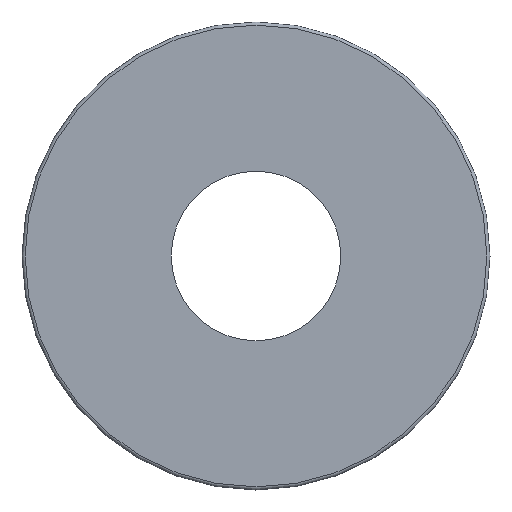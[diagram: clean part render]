
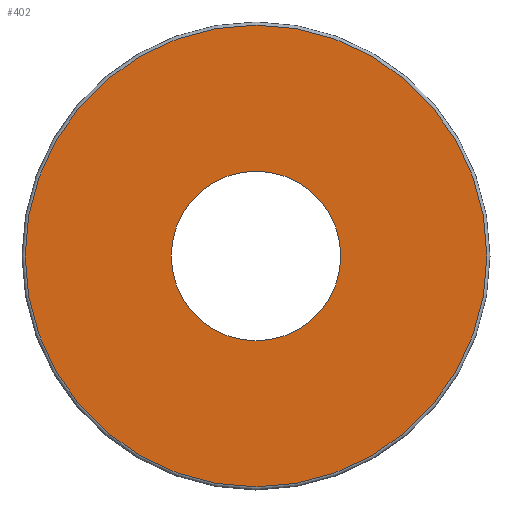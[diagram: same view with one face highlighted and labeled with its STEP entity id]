
A CAD part, front view. The second image highlights one B-rep face of the part: STEP entity #402.
In plain terms, the highlighted planar face has unit normal (0, -1, 0).
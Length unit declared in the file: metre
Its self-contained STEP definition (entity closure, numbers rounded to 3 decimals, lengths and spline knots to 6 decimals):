
#27=FACE_BOUND('',#79,.T.);
#30=PLANE('',#480);
#51=FACE_OUTER_BOUND('',#78,.T.);
#78=EDGE_LOOP('',(#350,#351));
#79=EDGE_LOOP('',(#352));
#123=CIRCLE('',#435,0.027);
#148=CIRCLE('',#477,0.0735);
#149=CIRCLE('',#478,0.0735);
#160=VERTEX_POINT('',#639);
#189=VERTEX_POINT('',#726);
#190=VERTEX_POINT('',#727);
#201=EDGE_CURVE('',#160,#160,#123,.T.);
#242=EDGE_CURVE('',#189,#190,#148,.T.);
#243=EDGE_CURVE('',#190,#189,#149,.T.);
#350=ORIENTED_EDGE('',*,*,#242,.T.);
#351=ORIENTED_EDGE('',*,*,#243,.T.);
#352=ORIENTED_EDGE('',*,*,#201,.T.);
#402=ADVANCED_FACE('',(#51,#27),#30,.T.);
#435=AXIS2_PLACEMENT_3D('',#640,#508,#509);
#477=AXIS2_PLACEMENT_3D('',#728,#608,#609);
#478=AXIS2_PLACEMENT_3D('',#729,#610,#611);
#480=AXIS2_PLACEMENT_3D('',#731,#614,#615);
#508=DIRECTION('center_axis',(0.,1.,0.));
#509=DIRECTION('ref_axis',(1.,0.,0.));
#608=DIRECTION('center_axis',(0.,-1.,0.));
#609=DIRECTION('ref_axis',(1.,0.,0.));
#610=DIRECTION('center_axis',(0.,-1.,0.));
#611=DIRECTION('ref_axis',(1.,0.,0.));
#614=DIRECTION('center_axis',(0.,-1.,0.));
#615=DIRECTION('ref_axis',(0.,0.,-1.));
#639=CARTESIAN_POINT('',(-0.027,0.,0.));
#640=CARTESIAN_POINT('Origin',(0.,0.,0.));
#726=CARTESIAN_POINT('',(0.0735,0.,0.));
#727=CARTESIAN_POINT('',(0.,0.,0.0735));
#728=CARTESIAN_POINT('Origin',(0.,0.,0.));
#729=CARTESIAN_POINT('Origin',(0.,0.,0.));
#731=CARTESIAN_POINT('Origin',(0.,0.,0.));
